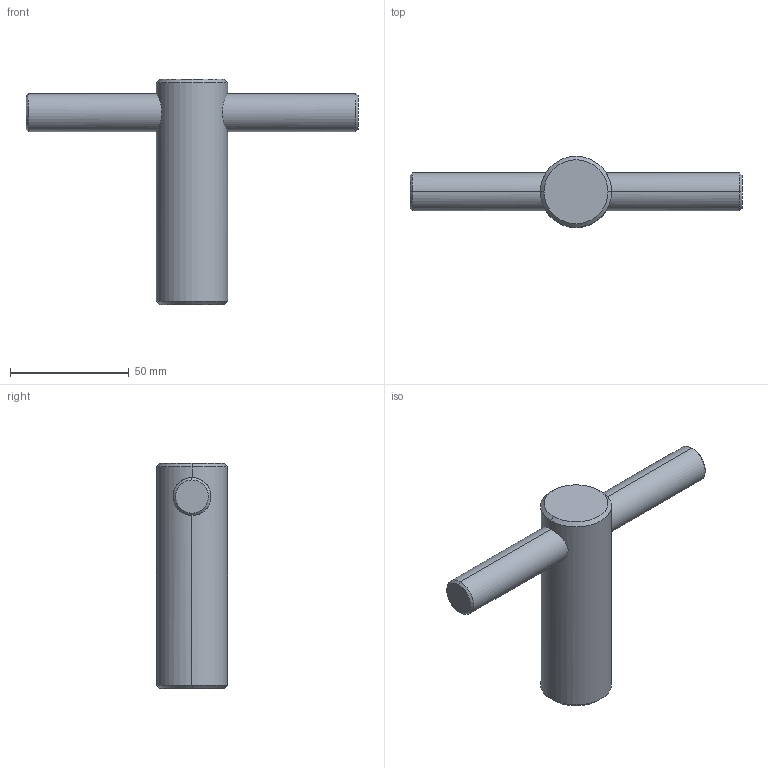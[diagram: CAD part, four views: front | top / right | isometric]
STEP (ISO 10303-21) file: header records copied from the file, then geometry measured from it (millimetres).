
FILE_DESCRIPTION(('STEP AP214'),'1');
FILE_NAME(' ',' ',('TraceParts'),('TraceParts S.A.'),'XStep 1.0',' ',' ');
FILE_SCHEMA(('automotive_design'));
Length unit declared in the file: millimetre
Products named in the file (1): 1
Bounding box: 140 x 30 x 95 mm (x, y, z)
Volume: 77063.7 mm3; surface area: 18484.9 mm2
Topology: 1 solids, 1 shells, 24 faces, 52 edges, 29 vertices
Faces by surface type: cone 12, cylinder 8, plane 4
Entity records: 1365 total; most frequent: CARTESIAN_POINT 238, DIRECTION 116, STYLED_ITEM 104, PRESENTATION_STYLE_ASSIGNMENT 104, COLOUR_RGB 104, ORIENTED_EDGE 100, EDGE_CURVE 50, CURVE_STYLE 50
